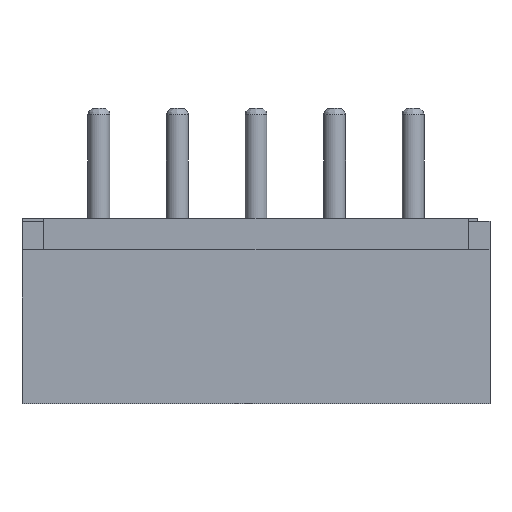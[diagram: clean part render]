
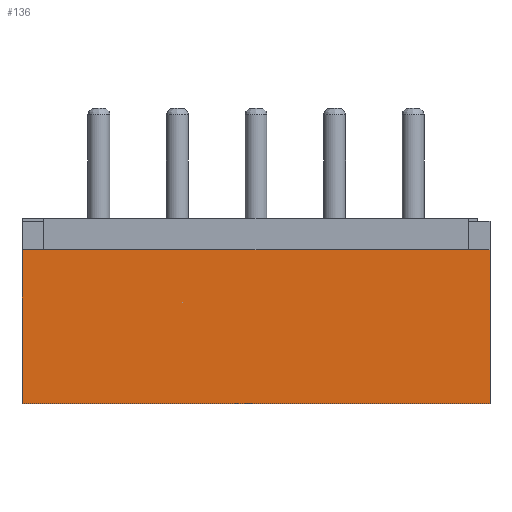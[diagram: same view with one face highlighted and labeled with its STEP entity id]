
A CAD part, front view. The second image highlights one B-rep face of the part: STEP entity #136.
In plain terms, the highlighted planar face has unit normal (0, -1, 0).
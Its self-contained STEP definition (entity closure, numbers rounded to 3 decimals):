
#136=ADVANCED_FACE('',(#281),#216,.F.);
#216=PLANE('',#1415);
#281=FACE_OUTER_BOUND('',#344,.T.);
#344=EDGE_LOOP('',(#568,#569,#570,#571));
#568=ORIENTED_EDGE('',*,*,#985,.F.);
#569=ORIENTED_EDGE('',*,*,#1024,.T.);
#570=ORIENTED_EDGE('',*,*,#995,.T.);
#571=ORIENTED_EDGE('',*,*,#1025,.T.);
#851=VERTEX_POINT('',#2003);
#852=VERTEX_POINT('',#2005);
#860=VERTEX_POINT('',#2024);
#861=VERTEX_POINT('',#2026);
#985=EDGE_CURVE('',#851,#852,#1163,.T.);
#995=EDGE_CURVE('',#861,#860,#1173,.T.);
#1024=EDGE_CURVE('',#851,#861,#1202,.T.);
#1025=EDGE_CURVE('',#860,#852,#1203,.T.);
#1163=LINE('',#2004,#1316);
#1173=LINE('',#2025,#1326);
#1202=LINE('',#2077,#1355);
#1203=LINE('',#2078,#1356);
#1316=VECTOR('',#1594,1.);
#1326=VECTOR('',#1608,1.);
#1355=VECTOR('',#1651,1.);
#1356=VECTOR('',#1652,1.);
#1415=AXIS2_PLACEMENT_3D('',#2079,#1653,#1654);
#1594=DIRECTION('',(0.,0.,-1.));
#1608=DIRECTION('',(0.,0.,-1.));
#1651=DIRECTION('',(-1.,0.,0.));
#1652=DIRECTION('',(1.,0.,0.));
#1653=DIRECTION('',(0.,1.,0.));
#1654=DIRECTION('',(-1.,0.,0.));
#2003=CARTESIAN_POINT('',(12.45,-3.1,8.1));
#2004=CARTESIAN_POINT('',(12.45,-3.1,9.1));
#2005=CARTESIAN_POINT('',(12.45,-3.1,3.2));
#2024=CARTESIAN_POINT('',(-2.45,-3.1,3.2));
#2025=CARTESIAN_POINT('',(-2.45,-3.1,9.1));
#2026=CARTESIAN_POINT('',(-2.45,-3.1,8.1));
#2077=CARTESIAN_POINT('',(145.06,-3.1,8.1));
#2078=CARTESIAN_POINT('',(-2.45,-3.1,3.2));
#2079=CARTESIAN_POINT('',(-2.45,-3.1,9.1));
